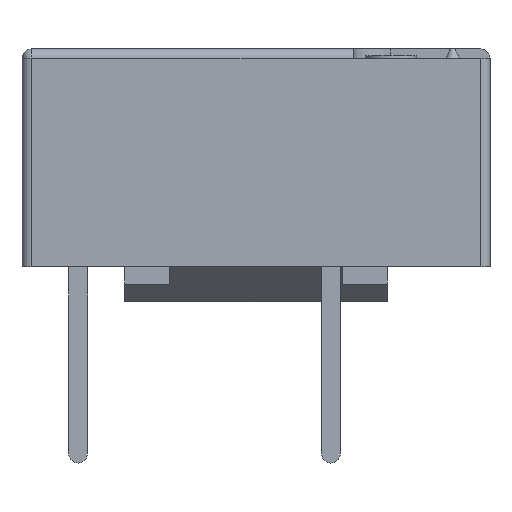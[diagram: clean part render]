
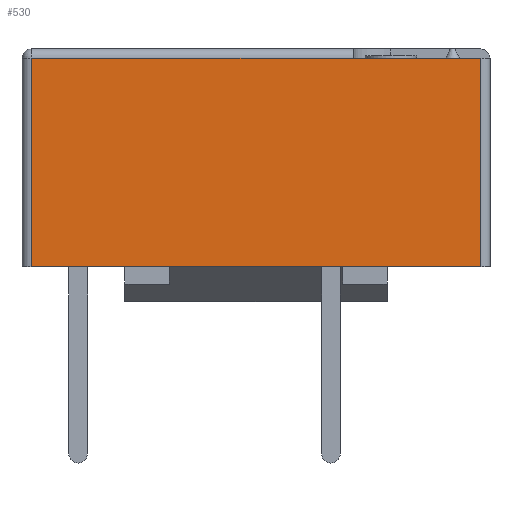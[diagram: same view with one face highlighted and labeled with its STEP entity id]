
A CAD part, front view. The second image highlights one B-rep face of the part: STEP entity #530.
In plain terms, the highlighted planar face has unit normal (0, -1, 0).
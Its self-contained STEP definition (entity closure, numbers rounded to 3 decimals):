
#530=ADVANCED_FACE('',(#14215),#14217,.T.);
#14215=FACE_BOUND('',#14216,.T.);
#14216=EDGE_LOOP('',(#24958,#24959,#24960,#24961,#24962));
#14217=PLANE('',#14218);
#14218=AXIS2_PLACEMENT_3D('',#14219,#14220,#14221);
#14219=CARTESIAN_POINT('',(-5.,-3.,1.));
#14220=DIRECTION('',(0.,-1.,0.));
#14221=DIRECTION('',(1.,0.,0.));
#24958=ORIENTED_EDGE('',*,*,#33553,.T.);
#24959=ORIENTED_EDGE('',*,*,#33554,.F.);
#24960=ORIENTED_EDGE('',*,*,#33555,.F.);
#24961=ORIENTED_EDGE('',*,*,#33512,.T.);
#24962=ORIENTED_EDGE('',*,*,#33552,.T.);
#33512=EDGE_CURVE('',#37944,#37942,#37945,.T.);
#33552=EDGE_CURVE('',#37942,#38003,#38005,.T.);
#33553=EDGE_CURVE('',#38003,#38006,#38007,.T.);
#33554=EDGE_CURVE('',#38008,#38006,#38009,.T.);
#33555=EDGE_CURVE('',#37944,#38008,#38010,.T.);
#37942=VERTEX_POINT('',#45442);
#37944=VERTEX_POINT('',#45447);
#37945=LINE('',#45448,#45449);
#38003=VERTEX_POINT('',#45591);
#38005=LINE('',#45596,#45597);
#38006=VERTEX_POINT('',#45599);
#38007=LINE('',#45600,#45601);
#38008=VERTEX_POINT('',#45603);
#38009=LINE('',#45604,#45605);
#38010=LINE('',#45607,#45608);
#45442=CARTESIAN_POINT('',(4.8,-3.,1.));
#45447=CARTESIAN_POINT('',(-4.8,-3.,1.));
#45448=CARTESIAN_POINT('',(-4.8,-3.,1.));
#45449=VECTOR('',#45450,1.);
#45450=DIRECTION('',(1.,0.,0.));
#45591=CARTESIAN_POINT('',(4.8,-3.,5.45));
#45596=CARTESIAN_POINT('',(4.8,-3.,1.));
#45597=VECTOR('',#45598,1.);
#45598=DIRECTION('',(0.,0.,1.));
#45599=CARTESIAN_POINT('',(2.08,-3.,5.45));
#45600=CARTESIAN_POINT('',(4.8,-3.,5.45));
#45601=VECTOR('',#45602,1.);
#45602=DIRECTION('',(-1.,0.,0.));
#45603=CARTESIAN_POINT('',(-4.8,-3.,5.45));
#45604=CARTESIAN_POINT('',(-4.8,-3.,5.45));
#45605=VECTOR('',#45606,1.);
#45606=DIRECTION('',(1.,0.,0.));
#45607=CARTESIAN_POINT('',(-4.8,-3.,1.));
#45608=VECTOR('',#45609,1.);
#45609=DIRECTION('',(0.,0.,1.));
